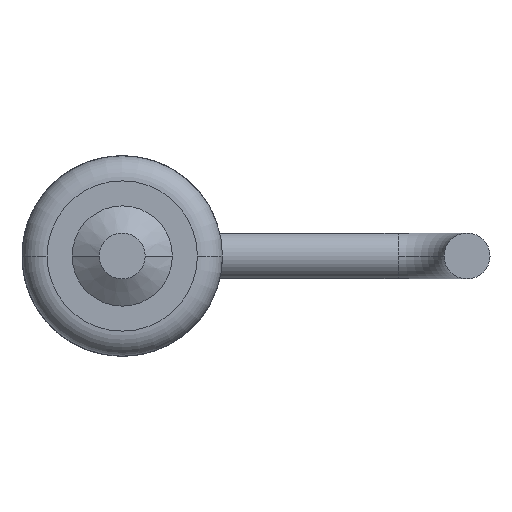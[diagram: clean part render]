
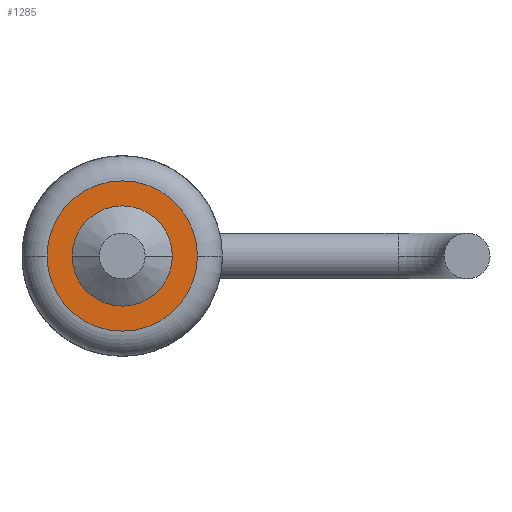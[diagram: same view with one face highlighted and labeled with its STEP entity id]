
A CAD part, front view. The second image highlights one B-rep face of the part: STEP entity #1285.
In plain terms, the highlighted planar face has unit normal (0, -1, 0).
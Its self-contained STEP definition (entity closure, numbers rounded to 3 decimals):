
#24 = AXIS2_PLACEMENT_3D ( 'NONE', #278, #3279, #2474 ) ;
#106 = AXIS2_PLACEMENT_3D ( 'NONE', #2276, #2181, #1126 ) ;
#112 = VERTEX_POINT ( 'NONE', #4358 ) ;
#117 = PLANE ( 'NONE',  #1039 ) ;
#278 = CARTESIAN_POINT ( 'NONE',  ( 0., 1.21, 0. ) ) ;
#394 = DIRECTION ( 'NONE',  ( 1., 0., 0. ) ) ;
#584 = ORIENTED_EDGE ( 'NONE', *, *, #3082, .T. ) ;
#684 = CARTESIAN_POINT ( 'NONE',  ( 0.554, 1.21, 0. ) ) ;
#803 = DIRECTION ( 'NONE',  ( 0., 1., 0. ) ) ;
#823 = CARTESIAN_POINT ( 'NONE',  ( -0.554, 1.21, 0. ) ) ;
#848 = FACE_OUTER_BOUND ( 'NONE', #2886, .T. ) ;
#870 = CARTESIAN_POINT ( 'NONE',  ( -0.831, 1.21, 0. ) ) ;
#1039 = AXIS2_PLACEMENT_3D ( 'NONE', #870, #803, #2301 ) ;
#1126 = DIRECTION ( 'NONE',  ( 1., 0., 0. ) ) ;
#1139 = CIRCLE ( 'NONE', #24, 0.831 ) ;
#1185 = DIRECTION ( 'NONE',  ( 0., -1., 0. ) ) ;
#1209 = CARTESIAN_POINT ( 'NONE',  ( 0., 1.21, 0. ) ) ;
#1285 = ADVANCED_FACE ( 'NONE', ( #3105, #848 ), #117, .F. ) ;
#1745 = EDGE_CURVE ( 'NONE', #4504, #2837, #3457, .T. ) ;
#1943 = ORIENTED_EDGE ( 'NONE', *, *, #1745, .F. ) ;
#1947 = DIRECTION ( 'NONE',  ( 1., 0., 0. ) ) ;
#1993 = CIRCLE ( 'NONE', #106, 0.554 ) ;
#2027 = CARTESIAN_POINT ( 'NONE',  ( 0.831, 1.21, 0. ) ) ;
#2181 = DIRECTION ( 'NONE',  ( 0., -1., 0. ) ) ;
#2265 = CARTESIAN_POINT ( 'NONE',  ( 0., 1.21, 0. ) ) ;
#2276 = CARTESIAN_POINT ( 'NONE',  ( 0., 1.21, 0. ) ) ;
#2278 = EDGE_LOOP ( 'NONE', ( #2864, #1943 ) ) ;
#2301 = DIRECTION ( 'NONE',  ( -1., 0., 0. ) ) ;
#2474 = DIRECTION ( 'NONE',  ( 1., 0., 0. ) ) ;
#2573 = AXIS2_PLACEMENT_3D ( 'NONE', #2265, #3777, #394 ) ;
#2709 = EDGE_CURVE ( 'NONE', #4115, #112, #4356, .T. ) ;
#2837 = VERTEX_POINT ( 'NONE', #684 ) ;
#2864 = ORIENTED_EDGE ( 'NONE', *, *, #3713, .F. ) ;
#2886 = EDGE_LOOP ( 'NONE', ( #3203, #584 ) ) ;
#3082 = EDGE_CURVE ( 'NONE', #112, #4115, #1139, .T. ) ;
#3105 = FACE_BOUND ( 'NONE', #2278, .T. ) ;
#3203 = ORIENTED_EDGE ( 'NONE', *, *, #2709, .T. ) ;
#3239 = AXIS2_PLACEMENT_3D ( 'NONE', #1209, #1185, #1947 ) ;
#3279 = DIRECTION ( 'NONE',  ( 0., -1., 0. ) ) ;
#3457 = CIRCLE ( 'NONE', #2573, 0.554 ) ;
#3713 = EDGE_CURVE ( 'NONE', #2837, #4504, #1993, .T. ) ;
#3777 = DIRECTION ( 'NONE',  ( 0., -1., 0. ) ) ;
#4115 = VERTEX_POINT ( 'NONE', #2027 ) ;
#4356 = CIRCLE ( 'NONE', #3239, 0.831 ) ;
#4358 = CARTESIAN_POINT ( 'NONE',  ( -0.831, 1.21, 0. ) ) ;
#4504 = VERTEX_POINT ( 'NONE', #823 ) ;
